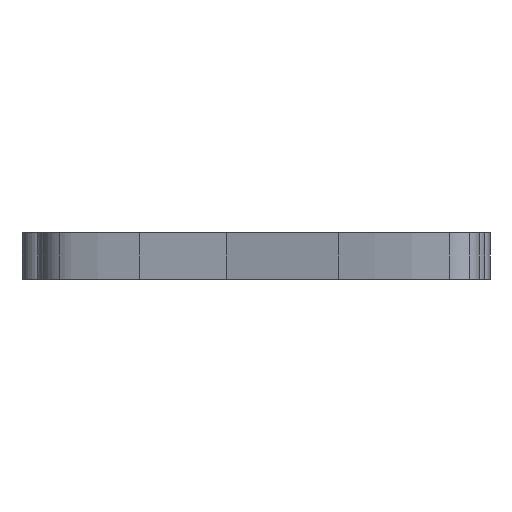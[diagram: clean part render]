
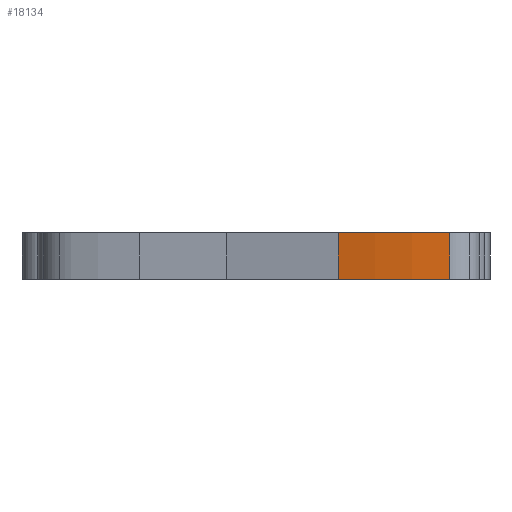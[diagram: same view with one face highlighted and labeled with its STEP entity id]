
A CAD part, left-side view. The second image highlights one B-rep face of the part: STEP entity #18134.
In plain terms, the highlighted free-form (B-spline) face has degree [3, 1] with [11, 2] control points.
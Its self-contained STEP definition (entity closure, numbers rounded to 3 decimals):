
#26 = CARTESIAN_POINT ( 'NONE',  ( -555.035, -19.57, -4.334 ) ) ;
#509 = CARTESIAN_POINT ( 'NONE',  ( -552.848, -5.01, -4.334 ) ) ;
#1026 = CARTESIAN_POINT ( 'NONE',  ( -554.097, -11.255, -4.334 ) ) ;
#1148 = CARTESIAN_POINT ( 'NONE',  ( -553.525, -8.202, -4.334 ) ) ;
#1365 = DIRECTION ( 'NONE',  ( 0., 0., -1. ) ) ;
#1369 = CARTESIAN_POINT ( 'NONE',  ( -551.081, 1.721, 5.666 ) ) ;
#2513 = CARTESIAN_POINT ( 'NONE',  ( -554.533, -14.163, -4.334 ) ) ;
#2584 = CARTESIAN_POINT ( 'NONE',  ( -555.089, -22.115, 5.666 ) ) ;
#2755 = CARTESIAN_POINT ( 'NONE',  ( -555.089, -22.115, -4.334 ) ) ;
#2925 = B_SPLINE_CURVE_WITH_KNOTS ( 'NONE', 3,
 ( #2755, #10128, #19799, #16005, #2513, #1026, #1148, #8290, #6678, #16125, #12094 ),
 .UNSPECIFIED., .F., .F.,
 ( 4, 1, 1, 1, 1, 1, 1, 1, 4 ),
 ( 0., 0.103, 0.212, 0.327, 0.448, 0.576, 0.711, 0.852, 1. ),
 .UNSPECIFIED. ) ;
#2968 = LINE ( 'NONE', #3209, #4263 ) ;
#3209 = CARTESIAN_POINT ( 'NONE',  ( -551.081, 1.721, 5.666 ) ) ;
#3337 = CARTESIAN_POINT ( 'NONE',  ( -554.533, -14.163, 5.666 ) ) ;
#4078 = CARTESIAN_POINT ( 'NONE',  ( -555.089, -22.115, -4.334 ) ) ;
#4263 = VECTOR ( 'NONE', #1365, 1000. ) ;
#4696 = CARTESIAN_POINT ( 'NONE',  ( -552.009, -1.687, 5.666 ) ) ;
#5459 = ORIENTED_EDGE ( 'NONE', *, *, #16900, .T. ) ;
#5679 = CARTESIAN_POINT ( 'NONE',  ( -553.525, -8.202, -4.334 ) ) ;
#5798 = CARTESIAN_POINT ( 'NONE',  ( -554.533, -14.163, -4.334 ) ) ;
#6039 = CARTESIAN_POINT ( 'NONE',  ( -554.533, -14.163, 5.666 ) ) ;
#6659 = CARTESIAN_POINT ( 'NONE',  ( -551.395, 0.568, 5.666 ) ) ;
#6678 = CARTESIAN_POINT ( 'NONE',  ( -552.009, -1.687, -4.334 ) ) ;
#6970 = LINE ( 'NONE', #7213, #12509 ) ;
#7213 = CARTESIAN_POINT ( 'NONE',  ( -555.089, -22.115, 5.666 ) ) ;
#7532 = CARTESIAN_POINT ( 'NONE',  ( -554.862, -16.935, -4.334 ) ) ;
#7596 = VERTEX_POINT ( 'NONE', #10884 ) ;
#7763 = CARTESIAN_POINT ( 'NONE',  ( -553.525, -8.202, 5.666 ) ) ;
#8007 = CARTESIAN_POINT ( 'NONE',  ( -551.081, 1.721, -4.334 ) ) ;
#8290 = CARTESIAN_POINT ( 'NONE',  ( -552.848, -5.01, -4.334 ) ) ;
#8502 = CARTESIAN_POINT ( 'NONE',  ( -554.862, -16.935, 5.666 ) ) ;
#8930 = DIRECTION ( 'NONE',  ( 0., 0., -1. ) ) ;
#9366 = CARTESIAN_POINT ( 'NONE',  ( -555.035, -19.57, 5.666 ) ) ;
#9720 = CARTESIAN_POINT ( 'NONE',  ( -554.862, -16.935, 5.666 ) ) ;
#9847 = CARTESIAN_POINT ( 'NONE',  ( -551.081, 1.721, 5.666 ) ) ;
#10088 = VERTEX_POINT ( 'NONE', #2584 ) ;
#10128 = CARTESIAN_POINT ( 'NONE',  ( -555.071, -21.283, -4.334 ) ) ;
#10425 = EDGE_CURVE ( 'NONE', #10088, #7596, #6970, .T. ) ;
#10884 = CARTESIAN_POINT ( 'NONE',  ( -555.089, -22.115, -4.334 ) ) ;
#11035 = B_SPLINE_CURVE_WITH_KNOTS ( 'NONE', 3,
 ( #14010, #15982, #19665, #8502, #3337, #23496, #14139, #12429, #4696, #6659, #1369 ),
 .UNSPECIFIED., .F., .F.,
 ( 4, 1, 1, 1, 1, 1, 1, 1, 4 ),
 ( 0., 0.103, 0.212, 0.327, 0.448, 0.576, 0.711, 0.852, 1. ),
 .UNSPECIFIED. ) ;
#11447 = ORIENTED_EDGE ( 'NONE', *, *, #11991, .F. ) ;
#11573 = CARTESIAN_POINT ( 'NONE',  ( -555.071, -21.283, -4.334 ) ) ;
#11991 = EDGE_CURVE ( 'NONE', #7596, #17461, #2925, .T. ) ;
#12094 = CARTESIAN_POINT ( 'NONE',  ( -551.081, 1.721, -4.334 ) ) ;
#12429 = CARTESIAN_POINT ( 'NONE',  ( -552.848, -5.01, 5.666 ) ) ;
#12509 = VECTOR ( 'NONE', #8930, 1000. ) ;
#13281 = CARTESIAN_POINT ( 'NONE',  ( -552.009, -1.687, 5.666 ) ) ;
#13291 = B_SPLINE_SURFACE_WITH_KNOTS ( 'NONE', 3, 1, ( 
 ( #18820, #4078 ),
 ( #15483, #11573 ),
 ( #9366, #26 ),
 ( #9720, #7532 ),
 ( #6039, #5798 ),
 ( #15009, #22743 ),
 ( #7763, #5679 ),
 ( #19177, #509 ),
 ( #13281, #17345 ),
 ( #13401, #13516 ),
 ( #9847, #8007 ) ),
 .UNSPECIFIED., .F., .F., .F.,
 ( 4, 1, 1, 1, 1, 1, 1, 1, 4 ),
 ( 2, 2 ),
 ( 0., 0.103, 0.212, 0.327, 0.448, 0.576, 0.711, 0.852, 1. ),
 ( 0., 1. ),
 .UNSPECIFIED. ) ;
#13401 = CARTESIAN_POINT ( 'NONE',  ( -551.395, 0.568, 5.666 ) ) ;
#13516 = CARTESIAN_POINT ( 'NONE',  ( -551.395, 0.568, -4.334 ) ) ;
#14010 = CARTESIAN_POINT ( 'NONE',  ( -555.089, -22.115, 5.666 ) ) ;
#14139 = CARTESIAN_POINT ( 'NONE',  ( -553.525, -8.202, 5.666 ) ) ;
#14222 = EDGE_CURVE ( 'NONE', #10088, #21693, #11035, .T. ) ;
#15009 = CARTESIAN_POINT ( 'NONE',  ( -554.097, -11.255, 5.666 ) ) ;
#15147 = EDGE_LOOP ( 'NONE', ( #11447, #20801, #18571, #5459 ) ) ;
#15187 = CARTESIAN_POINT ( 'NONE',  ( -551.081, 1.721, -4.334 ) ) ;
#15483 = CARTESIAN_POINT ( 'NONE',  ( -555.071, -21.283, 5.666 ) ) ;
#15982 = CARTESIAN_POINT ( 'NONE',  ( -555.071, -21.283, 5.666 ) ) ;
#16005 = CARTESIAN_POINT ( 'NONE',  ( -554.862, -16.935, -4.334 ) ) ;
#16125 = CARTESIAN_POINT ( 'NONE',  ( -551.395, 0.568, -4.334 ) ) ;
#16900 = EDGE_CURVE ( 'NONE', #21693, #17461, #2968, .T. ) ;
#17345 = CARTESIAN_POINT ( 'NONE',  ( -552.009, -1.687, -4.334 ) ) ;
#17461 = VERTEX_POINT ( 'NONE', #15187 ) ;
#18134 = ADVANCED_FACE ( 'NONE', ( #22506 ), #13291, .T. ) ;
#18571 = ORIENTED_EDGE ( 'NONE', *, *, #14222, .T. ) ;
#18670 = CARTESIAN_POINT ( 'NONE',  ( -551.081, 1.721, 5.666 ) ) ;
#18820 = CARTESIAN_POINT ( 'NONE',  ( -555.089, -22.115, 5.666 ) ) ;
#19177 = CARTESIAN_POINT ( 'NONE',  ( -552.848, -5.01, 5.666 ) ) ;
#19665 = CARTESIAN_POINT ( 'NONE',  ( -555.035, -19.57, 5.666 ) ) ;
#19799 = CARTESIAN_POINT ( 'NONE',  ( -555.035, -19.57, -4.334 ) ) ;
#20801 = ORIENTED_EDGE ( 'NONE', *, *, #10425, .F. ) ;
#21693 = VERTEX_POINT ( 'NONE', #18670 ) ;
#22506 = FACE_OUTER_BOUND ( 'NONE', #15147, .T. ) ;
#22743 = CARTESIAN_POINT ( 'NONE',  ( -554.097, -11.255, -4.334 ) ) ;
#23496 = CARTESIAN_POINT ( 'NONE',  ( -554.097, -11.255, 5.666 ) ) ;
